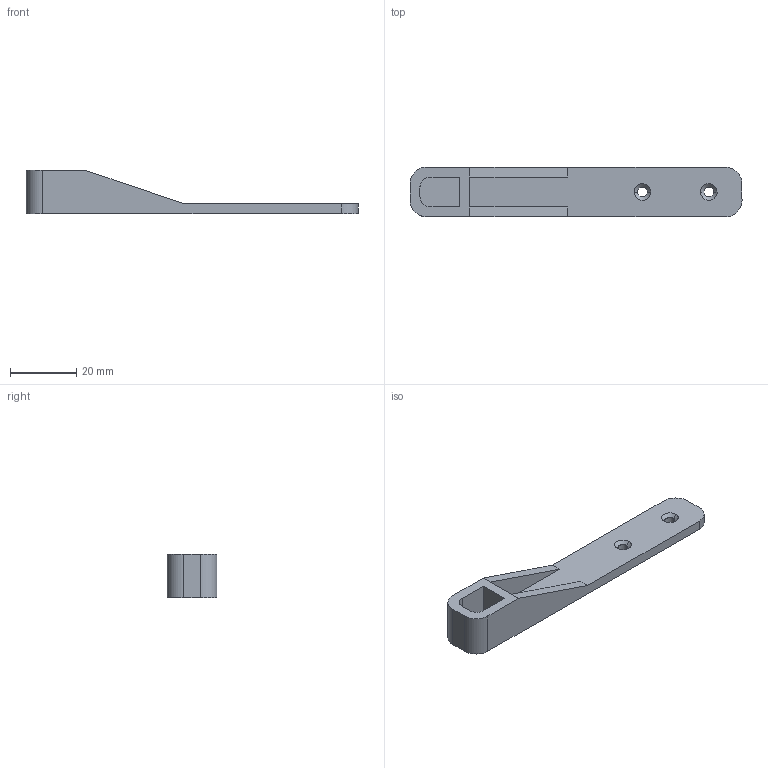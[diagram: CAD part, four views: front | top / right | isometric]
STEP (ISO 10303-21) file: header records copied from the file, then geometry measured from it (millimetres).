
FILE_DESCRIPTION(/* description */ (''),/* implementation_level */ '2;1');
FILE_NAME(/* name */ 'wandabstandhalter_fuer_METOD',/* time_stamp */ '2025-12-15T09:48:08+01:00',/* author */ (''),/* organization */ (''),/* preprocessor_version */ 'ST-DEVELOPER v16.5',/* originating_system */ 'Rhino 7.38',/* authorisation */ '');
FILE_SCHEMA (('CONFIG_CONTROL_DESIGN'));
Length unit declared in the file: millimetre
Products named in the file (1): Document
Bounding box: 100 x 15 x 13 mm (x, y, z)
Volume: 6818 mm3; surface area: 5192.4 mm2
Topology: 1 solids, 1 shells, 31 faces, 78 edges, 50 vertices
Faces by surface type: plane 17, cylinder 10, bspline 4
Entity records: 927 total; most frequent: CARTESIAN_POINT 322, ORIENTED_EDGE 156, EDGE_CURVE 78, VERTEX_POINT 50, B_SPLINE_CURVE_WITH_KNOTS 48, EDGE_LOOP 36, ADVANCED_FACE 31, FACE_OUTER_BOUND 31
